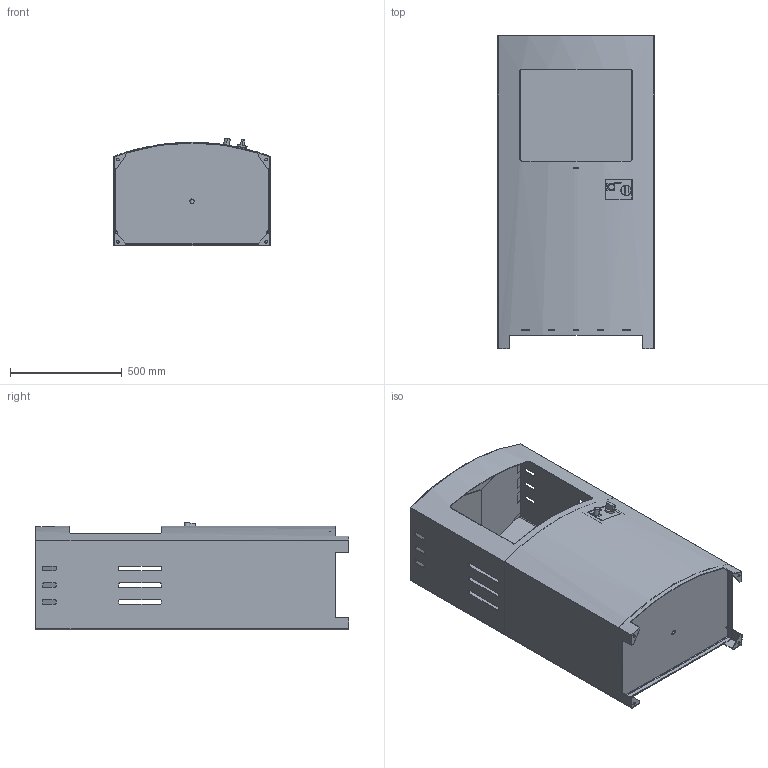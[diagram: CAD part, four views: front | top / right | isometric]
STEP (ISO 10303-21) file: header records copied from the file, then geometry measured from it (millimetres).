
FILE_DESCRIPTION (( 'STEP AP203' ), '1' );
FILE_NAME ('Brann-VBA 10-R.STEP', '2020-07-13T09:14:00', ( '' ), ( '' ), 'SwSTEP 2.0', 'SolidWorks 2020', '' );
FILE_SCHEMA (( 'CONFIG_CONTROL_DESIGN' ));
Length unit declared in the file: millimetre
Products named in the file (27): VBA 10 GAS-Bush-PA 6x8x10x10x2 DIN1494; VBA 10-R Connection bediening; Magnetic lock 2; VBA 10-R Foot 2; VBA 10-R Front; VBA 10-R Door-magnetic plate; VBA 10-R Door part O; VBA 10-R Door part 1; VBA 10-R Back + Side; Brann VBA 10-R  Door pen; VBA 10-R Door part L; BURNI Gas unit; VBA 10-R Door part R; socket head cap screw_din_DIN 912 M6 x 10 --- 10N; VBA 10-R Foot; VBA 10-R Gas plate; Brann VBA 10-R DOOR; VBA 10-R Top2; socket countersunk head screw_din_DIN 7991 - M3 x 8 --- 4.8N; VBA 10-R Door part B; BURNI Regulator; Brann-VBA 10-R; prevailing torque nut style 1 insert_din_DIN EN ISO 7040 - M6 - N; VBA 10-R Door; VBA 10-R Bottom; VBA 10-R Top; Brann VBA 10-R BASE
Assembly tree (41 placements, depth 3):
  Brann-VBA 10-R
    Brann VBA 10-R BASE
      VBA 10-R Bottom
      VBA 10-R Back + Side
      VBA 10-R Top
      VBA 10-R Gas plate
      VBA 10-R Front
      VBA 10-R Door part O
      VBA 10-R Door part B
      VBA 10-R Foot 2  x2
      VBA 10-R Foot  x2
      VBA 10-R Connection bediening  x2
      VBA 10 GAS-Bush-PA 6x8x10x10x2 DIN1494  x2
      Magnetic lock 2  x2
      socket countersunk head screw_din_DIN 7991 - M3 x 8 --- 4.8N  x4
      VBA 10-R Door part R
      VBA 10-R Door part L
      VBA 10-R Top2
    BURNI Gas unit
    BURNI Regulator
    Brann VBA 10-R  Door pen
    prevailing torque nut style 1 insert_din_DIN EN ISO 7040 - M6 - N
    socket head cap screw_din_DIN 912 M6 x 10 --- 10N  x4
    Brann VBA 10-R DOOR
      VBA 10-R Door
      VBA 10-R Door part 1  x2
      VBA 10 GAS-Bush-PA 6x8x10x10x2 DIN1494  x2
      VBA 10-R Door-magnetic plate  x2
Bounding box: 700 x 1401 x 482.28 mm (x, y, z)
Volume: 12692673.7 mm3; surface area: 8641215.6 mm2
Topology: 39 solids, 39 shells, 1198 faces, 2937 edges, 1810 vertices
Faces by surface type: plane 706, cylinder 334, cone 66, bspline 56, torus 32, sphere 4
Entity records: 35965 total; most frequent: CARTESIAN_POINT 10777, ORIENTED_EDGE 4594, DIRECTION 4419, EDGE_CURVE 2297, LINE 1571, VECTOR 1571, VERTEX_POINT 1442, AXIS2_PLACEMENT_3D 1424
